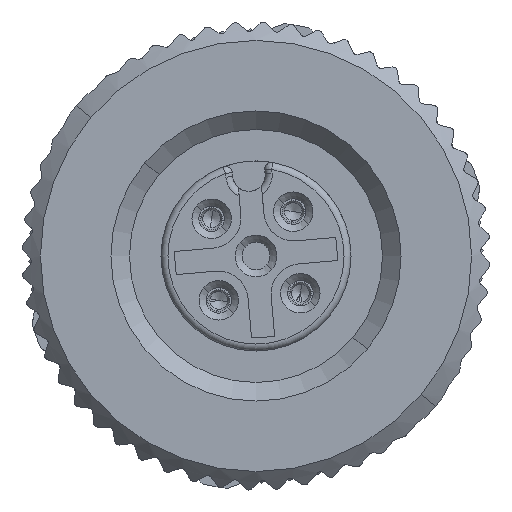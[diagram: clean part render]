
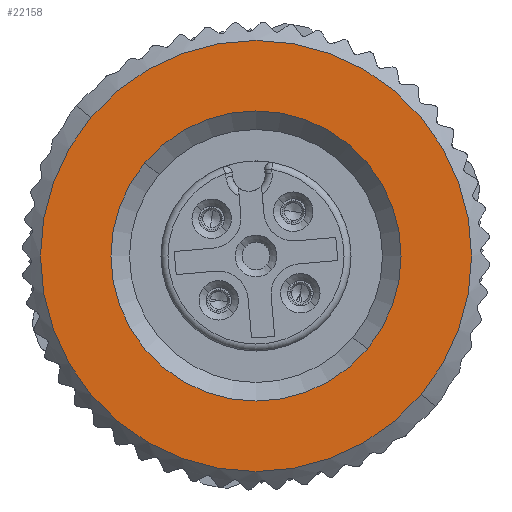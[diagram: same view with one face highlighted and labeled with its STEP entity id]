
A CAD part, left-side view. The second image highlights one B-rep face of the part: STEP entity #22158.
In plain terms, the highlighted planar face has unit normal (-1, 0, 0).
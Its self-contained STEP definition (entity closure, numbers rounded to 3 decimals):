
#2500=CARTESIAN_POINT('',(-15.45,0.013,-0.006));
#2501=DIRECTION('',(1.,0.,0.));
#2502=DIRECTION('',(0.,-0.766,-0.643));
#2503=AXIS2_PLACEMENT_3D('',#2500,#2501,#2502);
#2508=CARTESIAN_POINT('',(-15.45,0.013,-0.006));
#2509=DIRECTION('',(1.,0.,0.));
#2510=DIRECTION('',(0.,0.766,0.643));
#2511=AXIS2_PLACEMENT_3D('',#2508,#2509,#2510);
#2516=CARTESIAN_POINT('',(-15.45,0.013,-0.006));
#2517=DIRECTION('',(-1.,0.,0.));
#2518=DIRECTION('',(0.,-0.766,-0.643));
#2519=AXIS2_PLACEMENT_3D('',#2516,#2517,#2518);
#2524=CARTESIAN_POINT('',(-15.45,0.013,-0.006));
#2525=DIRECTION('',(-1.,0.,0.));
#2526=DIRECTION('',(0.,0.766,0.643));
#2527=AXIS2_PLACEMENT_3D('',#2524,#2525,#2526);
#18666=CARTESIAN_POINT('',(-15.45,7.138,5.972));
#18668=VERTEX_POINT('',#18666);
#18670=CARTESIAN_POINT('',(-15.45,-7.111,-5.984));
#18672=VERTEX_POINT('',#18670);
#18696=CARTESIAN_POINT('',(-15.45,-4.781,-4.029));
#18697=VERTEX_POINT('',#18696);
#18698=CARTESIAN_POINT('',(-15.45,4.808,4.017));
#18699=VERTEX_POINT('',#18698);
#22143=CARTESIAN_POINT('',(-15.45,0.013,-0.006));
#22144=DIRECTION('',(-1.,0.,0.));
#22145=DIRECTION('',(0.,0.766,0.643));
#22146=AXIS2_PLACEMENT_3D('',#22143,#22144,#22145);
#22147=PLANE('',#22146);
#22149=ORIENTED_EDGE('',*,*,#22148,.F.);
#22151=ORIENTED_EDGE('',*,*,#22150,.F.);
#22152=EDGE_LOOP('',(#22149,#22151));
#22153=FACE_OUTER_BOUND('',#22152,.F.);
#22154=ORIENTED_EDGE('',*,*,#22123,.F.);
#22155=ORIENTED_EDGE('',*,*,#22137,.F.);
#22156=EDGE_LOOP('',(#22154,#22155));
#22157=FACE_BOUND('',#22156,.F.);
#22158=ADVANCED_FACE('',(#22153,#22157),#22147,.T.);
#2504=CIRCLE('',#2503,6.259);
#2512=CIRCLE('',#2511,6.259);
#2520=CIRCLE('',#2519,9.3);
#2528=CIRCLE('',#2527,9.3);
#22123=EDGE_CURVE('',#18697,#18699,#2504,.T.);
#22137=EDGE_CURVE('',#18699,#18697,#2512,.T.);
#22148=EDGE_CURVE('',#18672,#18668,#2520,.T.);
#22150=EDGE_CURVE('',#18668,#18672,#2528,.T.);
